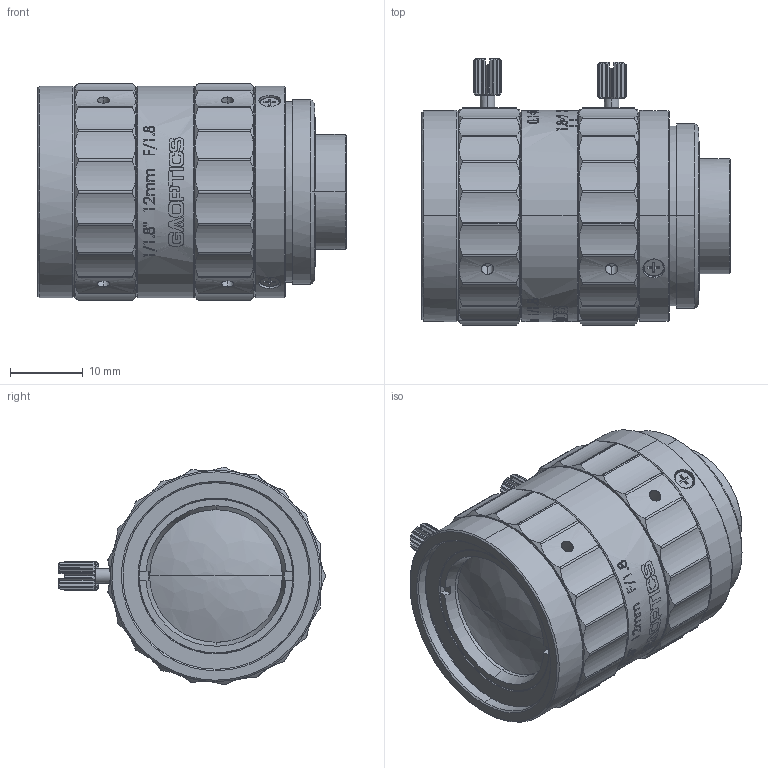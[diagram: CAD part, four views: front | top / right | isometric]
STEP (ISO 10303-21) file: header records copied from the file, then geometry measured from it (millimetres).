
FILE_DESCRIPTION (( 'STEP AP203' ), '1' );
FILE_NAME ('600038.STEP', '2020-12-30T11:35:07', ( '' ), ( '' ), 'SwSTEP 2.0', 'SolidWorks 2019', '' );
FILE_SCHEMA (( 'CONFIG_CONTROL_DESIGN' ));
Products named in the file (1): 600038
Bounding box: 42.3 x 36.6 x 29.92 mm (x, y, z)
Surface area: 10545.6 mm2 (no closed solid volume)
Topology: 0 solids, 21 shells, 981 faces, 2896 edges, 2055 vertices
Faces by surface type: bspline 981
Entity records: 47506 total; most frequent: CARTESIAN_POINT 30764, ORIENTED_EDGE 5766, EDGE_CURVE 2887, B_SPLINE_CURVE_WITH_KNOTS 2342, VERTEX_POINT 2059, EDGE_LOOP 1124, FACE_OUTER_BOUND 980, ADVANCED_FACE 978
